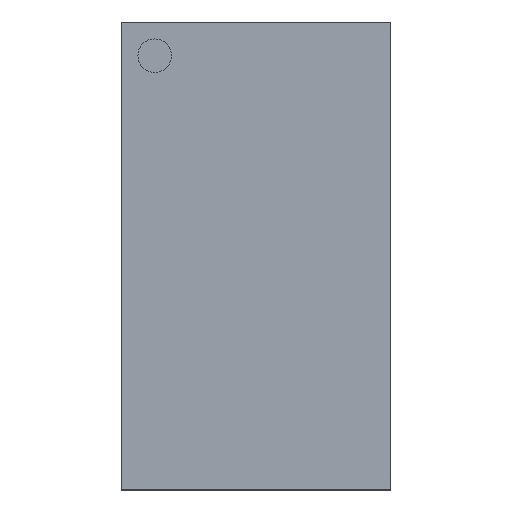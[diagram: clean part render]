
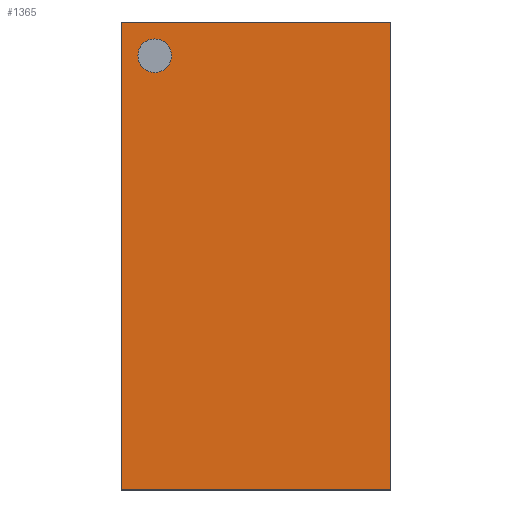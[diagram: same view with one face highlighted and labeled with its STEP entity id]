
A CAD part, top view. The second image highlights one B-rep face of the part: STEP entity #1365.
In plain terms, the highlighted planar face has unit normal (0, 0, 1).
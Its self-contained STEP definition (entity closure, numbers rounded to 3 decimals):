
#1176 = VERTEX_POINT('',#1177);
#1177 = CARTESIAN_POINT('',(-3.75,-6.5,1.));
#1184 = PLANE('',#1185);
#1185 = AXIS2_PLACEMENT_3D('',#1186,#1187,#1188);
#1186 = CARTESIAN_POINT('',(-3.75,-6.5,0.45));
#1187 = DIRECTION('',(1.,0.,0.));
#1188 = DIRECTION('',(0.,0.,1.));
#1196 = PLANE('',#1197);
#1197 = AXIS2_PLACEMENT_3D('',#1198,#1199,#1200);
#1198 = CARTESIAN_POINT('',(-3.75,-6.5,0.45));
#1199 = DIRECTION('',(0.,1.,0.));
#1200 = DIRECTION('',(0.,0.,1.));
#1237 = VERTEX_POINT('',#1238);
#1238 = CARTESIAN_POINT('',(-3.75,6.5,1.));
#1252 = PLANE('',#1253);
#1253 = AXIS2_PLACEMENT_3D('',#1254,#1255,#1256);
#1254 = CARTESIAN_POINT('',(-3.75,6.5,0.45));
#1255 = DIRECTION('',(0.,1.,0.));
#1256 = DIRECTION('',(0.,0.,1.));
#1264 = EDGE_CURVE('',#1176,#1237,#1265,.T.);
#1265 = SURFACE_CURVE('',#1266,(#1270,#1277),.PCURVE_S1.);
#1266 = LINE('',#1267,#1268);
#1267 = CARTESIAN_POINT('',(-3.75,-6.5,1.));
#1268 = VECTOR('',#1269,1.);
#1269 = DIRECTION('',(0.,1.,0.));
#1270 = PCURVE('',#1184,#1271);
#1271 = DEFINITIONAL_REPRESENTATION('',(#1272),#1276);
#1272 = LINE('',#1273,#1274);
#1273 = CARTESIAN_POINT('',(0.55,0.));
#1274 = VECTOR('',#1275,1.);
#1275 = DIRECTION('',(0.,-1.));
#1276 = ( GEOMETRIC_REPRESENTATION_CONTEXT(2) 
PARAMETRIC_REPRESENTATION_CONTEXT() REPRESENTATION_CONTEXT('2D SPACE',''
  ) );
#1277 = PCURVE('',#1278,#1283);
#1278 = PLANE('',#1279);
#1279 = AXIS2_PLACEMENT_3D('',#1280,#1281,#1282);
#1280 = CARTESIAN_POINT('',(-3.75,-6.5,1.));
#1281 = DIRECTION('',(0.,0.,1.));
#1282 = DIRECTION('',(1.,0.,0.));
#1283 = DEFINITIONAL_REPRESENTATION('',(#1284),#1288);
#1284 = LINE('',#1285,#1286);
#1285 = CARTESIAN_POINT('',(0.,0.));
#1286 = VECTOR('',#1287,1.);
#1287 = DIRECTION('',(0.,1.));
#1288 = ( GEOMETRIC_REPRESENTATION_CONTEXT(2) 
PARAMETRIC_REPRESENTATION_CONTEXT() REPRESENTATION_CONTEXT('2D SPACE',''
  ) );
#1317 = EDGE_CURVE('',#1176,#1318,#1320,.T.);
#1318 = VERTEX_POINT('',#1319);
#1319 = CARTESIAN_POINT('',(3.75,-6.5,1.));
#1320 = SURFACE_CURVE('',#1321,(#1325,#1332),.PCURVE_S1.);
#1321 = LINE('',#1322,#1323);
#1322 = CARTESIAN_POINT('',(-3.75,-6.5,1.));
#1323 = VECTOR('',#1324,1.);
#1324 = DIRECTION('',(1.,0.,0.));
#1325 = PCURVE('',#1196,#1326);
#1326 = DEFINITIONAL_REPRESENTATION('',(#1327),#1331);
#1327 = LINE('',#1328,#1329);
#1328 = CARTESIAN_POINT('',(0.55,0.));
#1329 = VECTOR('',#1330,1.);
#1330 = DIRECTION('',(0.,1.));
#1331 = ( GEOMETRIC_REPRESENTATION_CONTEXT(2) 
PARAMETRIC_REPRESENTATION_CONTEXT() REPRESENTATION_CONTEXT('2D SPACE',''
  ) );
#1332 = PCURVE('',#1278,#1333);
#1333 = DEFINITIONAL_REPRESENTATION('',(#1334),#1338);
#1334 = LINE('',#1335,#1336);
#1335 = CARTESIAN_POINT('',(0.,0.));
#1336 = VECTOR('',#1337,1.);
#1337 = DIRECTION('',(1.,0.));
#1338 = ( GEOMETRIC_REPRESENTATION_CONTEXT(2) 
PARAMETRIC_REPRESENTATION_CONTEXT() REPRESENTATION_CONTEXT('2D SPACE',''
  ) );
#1354 = PLANE('',#1355);
#1355 = AXIS2_PLACEMENT_3D('',#1356,#1357,#1358);
#1356 = CARTESIAN_POINT('',(3.75,-6.5,0.45));
#1357 = DIRECTION('',(1.,0.,0.));
#1358 = DIRECTION('',(0.,0.,1.));
#1365 = ADVANCED_FACE('',(#1366,#1414),#1278,.T.);
#1366 = FACE_BOUND('',#1367,.T.);
#1367 = EDGE_LOOP('',(#1368,#1369,#1370,#1393));
#1368 = ORIENTED_EDGE('',*,*,#1264,.F.);
#1369 = ORIENTED_EDGE('',*,*,#1317,.T.);
#1370 = ORIENTED_EDGE('',*,*,#1371,.T.);
#1371 = EDGE_CURVE('',#1318,#1372,#1374,.T.);
#1372 = VERTEX_POINT('',#1373);
#1373 = CARTESIAN_POINT('',(3.75,6.5,1.));
#1374 = SURFACE_CURVE('',#1375,(#1379,#1386),.PCURVE_S1.);
#1375 = LINE('',#1376,#1377);
#1376 = CARTESIAN_POINT('',(3.75,-6.5,1.));
#1377 = VECTOR('',#1378,1.);
#1378 = DIRECTION('',(0.,1.,0.));
#1379 = PCURVE('',#1278,#1380);
#1380 = DEFINITIONAL_REPRESENTATION('',(#1381),#1385);
#1381 = LINE('',#1382,#1383);
#1382 = CARTESIAN_POINT('',(7.5,0.));
#1383 = VECTOR('',#1384,1.);
#1384 = DIRECTION('',(0.,1.));
#1385 = ( GEOMETRIC_REPRESENTATION_CONTEXT(2) 
PARAMETRIC_REPRESENTATION_CONTEXT() REPRESENTATION_CONTEXT('2D SPACE',''
  ) );
#1386 = PCURVE('',#1354,#1387);
#1387 = DEFINITIONAL_REPRESENTATION('',(#1388),#1392);
#1388 = LINE('',#1389,#1390);
#1389 = CARTESIAN_POINT('',(0.55,0.));
#1390 = VECTOR('',#1391,1.);
#1391 = DIRECTION('',(0.,-1.));
#1392 = ( GEOMETRIC_REPRESENTATION_CONTEXT(2) 
PARAMETRIC_REPRESENTATION_CONTEXT() REPRESENTATION_CONTEXT('2D SPACE',''
  ) );
#1393 = ORIENTED_EDGE('',*,*,#1394,.F.);
#1394 = EDGE_CURVE('',#1237,#1372,#1395,.T.);
#1395 = SURFACE_CURVE('',#1396,(#1400,#1407),.PCURVE_S1.);
#1396 = LINE('',#1397,#1398);
#1397 = CARTESIAN_POINT('',(-3.75,6.5,1.));
#1398 = VECTOR('',#1399,1.);
#1399 = DIRECTION('',(1.,0.,0.));
#1400 = PCURVE('',#1278,#1401);
#1401 = DEFINITIONAL_REPRESENTATION('',(#1402),#1406);
#1402 = LINE('',#1403,#1404);
#1403 = CARTESIAN_POINT('',(0.,13.));
#1404 = VECTOR('',#1405,1.);
#1405 = DIRECTION('',(1.,0.));
#1406 = ( GEOMETRIC_REPRESENTATION_CONTEXT(2) 
PARAMETRIC_REPRESENTATION_CONTEXT() REPRESENTATION_CONTEXT('2D SPACE',''
  ) );
#1407 = PCURVE('',#1252,#1408);
#1408 = DEFINITIONAL_REPRESENTATION('',(#1409),#1413);
#1409 = LINE('',#1410,#1411);
#1410 = CARTESIAN_POINT('',(0.55,0.));
#1411 = VECTOR('',#1412,1.);
#1412 = DIRECTION('',(0.,1.));
#1413 = ( GEOMETRIC_REPRESENTATION_CONTEXT(2) 
PARAMETRIC_REPRESENTATION_CONTEXT() REPRESENTATION_CONTEXT('2D SPACE',''
  ) );
#1414 = FACE_BOUND('',#1415,.T.);
#1415 = EDGE_LOOP('',(#1416));
#1416 = ORIENTED_EDGE('',*,*,#1417,.F.);
#1417 = EDGE_CURVE('',#1418,#1418,#1420,.T.);
#1418 = VERTEX_POINT('',#1419);
#1419 = CARTESIAN_POINT('',(-2.344,5.563,1.));
#1420 = SURFACE_CURVE('',#1421,(#1426,#1433),.PCURVE_S1.);
#1421 = CIRCLE('',#1422,0.469);
#1422 = AXIS2_PLACEMENT_3D('',#1423,#1424,#1425);
#1423 = CARTESIAN_POINT('',(-2.813,5.563,1.));
#1424 = DIRECTION('',(0.,0.,1.));
#1425 = DIRECTION('',(1.,0.,0.));
#1426 = PCURVE('',#1278,#1427);
#1427 = DEFINITIONAL_REPRESENTATION('',(#1428),#1432);
#1428 = CIRCLE('',#1429,0.469);
#1429 = AXIS2_PLACEMENT_2D('',#1430,#1431);
#1430 = CARTESIAN_POINT('',(0.938,12.063));
#1431 = DIRECTION('',(1.,0.));
#1432 = ( GEOMETRIC_REPRESENTATION_CONTEXT(2) 
PARAMETRIC_REPRESENTATION_CONTEXT() REPRESENTATION_CONTEXT('2D SPACE',''
  ) );
#1433 = PCURVE('',#1434,#1439);
#1434 = CYLINDRICAL_SURFACE('',#1435,0.469);
#1435 = AXIS2_PLACEMENT_3D('',#1436,#1437,#1438);
#1436 = CARTESIAN_POINT('',(-2.813,5.563,0.9));
#1437 = DIRECTION('',(0.,0.,1.));
#1438 = DIRECTION('',(1.,0.,0.));
#1439 = DEFINITIONAL_REPRESENTATION('',(#1440),#1444);
#1440 = LINE('',#1441,#1442);
#1441 = CARTESIAN_POINT('',(0.,0.1));
#1442 = VECTOR('',#1443,1.);
#1443 = DIRECTION('',(1.,0.));
#1444 = ( GEOMETRIC_REPRESENTATION_CONTEXT(2) 
PARAMETRIC_REPRESENTATION_CONTEXT() REPRESENTATION_CONTEXT('2D SPACE',''
  ) );
